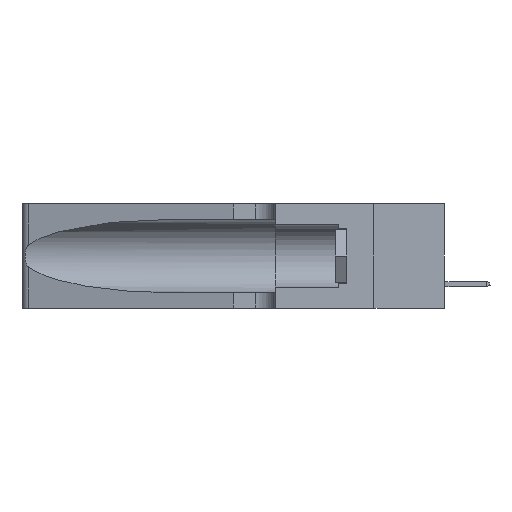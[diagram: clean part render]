
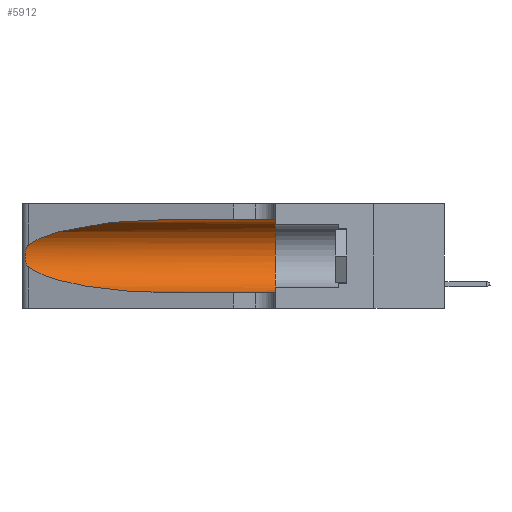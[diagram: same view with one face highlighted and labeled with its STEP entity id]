
A CAD part, left-side view. The second image highlights one B-rep face of the part: STEP entity #5912.
In plain terms, the highlighted cylindrical face has radius 3.308 mm (diameter 6.617 mm), a partial arc.
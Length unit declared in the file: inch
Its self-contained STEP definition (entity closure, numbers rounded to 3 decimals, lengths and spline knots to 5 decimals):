
#7 = CARTESIAN_POINT ( 'NONE',  ( 0.26075, 1.23896, 0.178 ) ) ;
#389 = ORIENTED_EDGE ( 'NONE', *, *, #15040, .F. ) ;
#427 = CARTESIAN_POINT ( 'NONE',  ( 0.1305, 0.72297, 0.31525 ) ) ;
#438 = ORIENTED_EDGE ( 'NONE', *, *, #20212, .F. ) ;
#515 = LINE ( 'NONE', #19729, #21002 ) ;
#540 = DIRECTION ( 'NONE',  ( 0., 1., 0. ) ) ;
#604 = LINE ( 'NONE', #9511, #3869 ) ;
#632 = VERTEX_POINT ( 'NONE', #17438 ) ;
#678 = CARTESIAN_POINT ( 'NONE',  ( 0.26018, 1.23835, 0.19895 ) ) ;
#830 = CARTESIAN_POINT ( 'NONE',  ( 0.25639, 1.23184, 0.21858 ) ) ;
#2039 = CARTESIAN_POINT ( 'NONE',  ( 0.25487, 1.22718, 0.22369 ) ) ;
#2659 = CARTESIAN_POINT ( 'NONE',  ( 0.25555, 1.22994, 0.2215 ) ) ;
#2697 = ORIENTED_EDGE ( 'NONE', *, *, #10621, .T. ) ;
#3275 = CARTESIAN_POINT ( 'NONE',  ( 0.25487, 1.22718, 0.22369 ) ) ;
#3322 = EDGE_CURVE ( 'NONE', #19652, #10387, #7633, .T. ) ;
#3869 = VECTOR ( 'NONE', #13086, 39.37008 ) ;
#4742 = EDGE_LOOP ( 'NONE', ( #4992, #2697, #9456, #16880, #389, #438 ) ) ;
#4992 = ORIENTED_EDGE ( 'NONE', *, *, #24106, .T. ) ;
#5912 = ADVANCED_FACE ( 'NONE', ( #8582 ), #7995, .F. ) ;
#6301 = VERTEX_POINT ( 'NONE', #427 ) ;
#7036 = CARTESIAN_POINT ( 'NONE',  ( 0.1305, 0.72297, 0.31525 ) ) ;
#7153 = EDGE_CURVE ( 'NONE', #10387, #19578, #604, .T. ) ;
#7633 =( BOUNDED_CURVE ( )  B_SPLINE_CURVE ( 3, ( #20748, #24239, #12920, #20666 ),
 .UNSPECIFIED., .F., .T. ) 
 B_SPLINE_CURVE_WITH_KNOTS ( ( 4, 4 ),
 ( 3.44316, 4.71239 ),
 .UNSPECIFIED. ) 
 CURVE ( )  GEOMETRIC_REPRESENTATION_ITEM ( )  RATIONAL_B_SPLINE_CURVE ( ( 1., 0.87, 0.87, 1. ) ) 
 REPRESENTATION_ITEM ( '' )  );
#7995 = CYLINDRICAL_SURFACE ( 'NONE', #20629, 0.13025 ) ;
#8582 = FACE_OUTER_BOUND ( 'NONE', #4742, .T. ) ;
#9456 = ORIENTED_EDGE ( 'NONE', *, *, #3322, .T. ) ;
#9499 = CARTESIAN_POINT ( 'NONE',  ( 0.26017, 1.23833, 0.17102 ) ) ;
#9511 = CARTESIAN_POINT ( 'NONE',  ( 0.1305, 1.61858, 0.05475 ) ) ;
#9966 = DIRECTION ( 'NONE',  ( 0., -1., 0. ) ) ;
#10083 = CARTESIAN_POINT ( 'NONE',  ( 0.25487, 1.22718, 0.22369 ) ) ;
#10238 = CARTESIAN_POINT ( 'NONE',  ( 0.25787, 1.23484, 0.2124 ) ) ;
#10387 = VERTEX_POINT ( 'NONE', #11333 ) ;
#10440 = CARTESIAN_POINT ( 'NONE',  ( 0.1305, 0.35, 0.185 ) ) ;
#10621 = EDGE_CURVE ( 'NONE', #13666, #19652, #24559, .T. ) ;
#10938 = CARTESIAN_POINT ( 'NONE',  ( 0.18966, 0.96281, 0.31525 ) ) ;
#11291 =( BOUNDED_CURVE ( )  B_SPLINE_CURVE ( 3, ( #7036, #10938, #18705, #3275 ),
 .UNSPECIFIED., .F., .F. ) 
 B_SPLINE_CURVE_WITH_KNOTS ( ( 4, 4 ),
 ( 1.5708, 2.84003 ),
 .UNSPECIFIED. ) 
 CURVE ( )  GEOMETRIC_REPRESENTATION_ITEM ( )  RATIONAL_B_SPLINE_CURVE ( ( 1., 0.87, 0.87, 1. ) ) 
 REPRESENTATION_ITEM ( '' )  );
#11333 = CARTESIAN_POINT ( 'NONE',  ( 0.1305, 0.72297, 0.05475 ) ) ;
#12920 = CARTESIAN_POINT ( 'NONE',  ( 0.18966, 0.96281, 0.05475 ) ) ;
#13086 = DIRECTION ( 'NONE',  ( 0., -1., 0. ) ) ;
#13666 = VERTEX_POINT ( 'NONE', #2039 ) ;
#13901 = DIRECTION ( 'NONE',  ( 0., 0., -1. ) ) ;
#14242 = CIRCLE ( 'NONE', #18606, 0.13025 ) ;
#14663 = CARTESIAN_POINT ( 'NONE',  ( 0.1305, 0.35, 0.05475 ) ) ;
#14952 = CARTESIAN_POINT ( 'NONE',  ( 0.25487, 1.22718, 0.14631 ) ) ;
#15040 = EDGE_CURVE ( 'NONE', #632, #19578, #14242, .T. ) ;
#15961 = CARTESIAN_POINT ( 'NONE',  ( 0.25639, 1.23186, 0.15144 ) ) ;
#16011 = CARTESIAN_POINT ( 'NONE',  ( 0.25854, 1.2359, 0.20912 ) ) ;
#16880 = ORIENTED_EDGE ( 'NONE', *, *, #7153, .T. ) ;
#17438 = CARTESIAN_POINT ( 'NONE',  ( 0.1305, 0.35, 0.31525 ) ) ;
#17492 = CARTESIAN_POINT ( 'NONE',  ( 0.25856, 1.23593, 0.16098 ) ) ;
#18606 = AXIS2_PLACEMENT_3D ( 'NONE', #10440, #540, #19452 ) ;
#18705 = CARTESIAN_POINT ( 'NONE',  ( 0.2373, 1.15595, 0.28018 ) ) ;
#19452 = DIRECTION ( 'NONE',  ( 0., 0., 1. ) ) ;
#19578 = VERTEX_POINT ( 'NONE', #14663 ) ;
#19652 = VERTEX_POINT ( 'NONE', #22717 ) ;
#19729 = CARTESIAN_POINT ( 'NONE',  ( 0.1305, 1.61858, 0.31525 ) ) ;
#20212 = EDGE_CURVE ( 'NONE', #6301, #632, #515, .T. ) ;
#20301 = CARTESIAN_POINT ( 'NONE',  ( 0.26075, 1.23896, 0.19203 ) ) ;
#20629 = AXIS2_PLACEMENT_3D ( 'NONE', #21385, #9966, #13901 ) ;
#20666 = CARTESIAN_POINT ( 'NONE',  ( 0.1305, 0.72297, 0.05475 ) ) ;
#20748 = CARTESIAN_POINT ( 'NONE',  ( 0.25487, 1.22718, 0.14631 ) ) ;
#21002 = VECTOR ( 'NONE', #23715, 39.37008 ) ;
#21385 = CARTESIAN_POINT ( 'NONE',  ( 0.1305, 1.61858, 0.185 ) ) ;
#22717 = CARTESIAN_POINT ( 'NONE',  ( 0.25487, 1.22718, 0.14631 ) ) ;
#23081 = CARTESIAN_POINT ( 'NONE',  ( 0.25555, 1.22993, 0.14849 ) ) ;
#23442 = CARTESIAN_POINT ( 'NONE',  ( 0.25789, 1.23486, 0.15765 ) ) ;
#23715 = DIRECTION ( 'NONE',  ( 0., -1., 0. ) ) ;
#24106 = EDGE_CURVE ( 'NONE', #6301, #13666, #11291, .T. ) ;
#24239 = CARTESIAN_POINT ( 'NONE',  ( 0.2373, 1.15595, 0.08982 ) ) ;
#24559 = B_SPLINE_CURVE_WITH_KNOTS ( 'NONE', 3,
 ( #10083, #2659, #830, #10238, #16011, #678, #20301, #7, #9499, #17492, #23442, #15961, #23081, #14952 ),
 .UNSPECIFIED., .F., .F.,
 ( 4, 2, 2, 2, 2, 2, 4 ),
 ( 0., 0.00027, 0.00053, 0.00107, 0.0016, 0.00187, 0.00214 ),
 .UNSPECIFIED. ) ;
